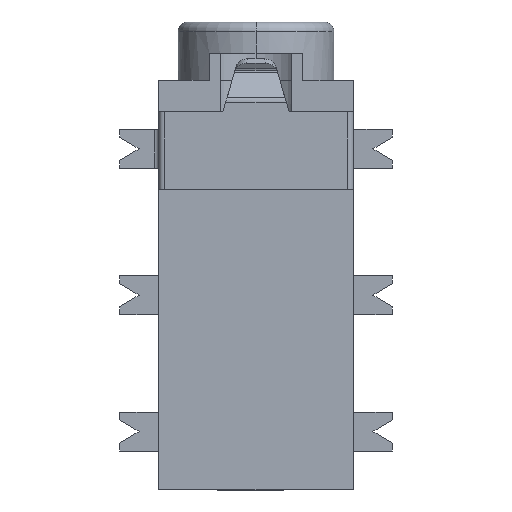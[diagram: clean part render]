
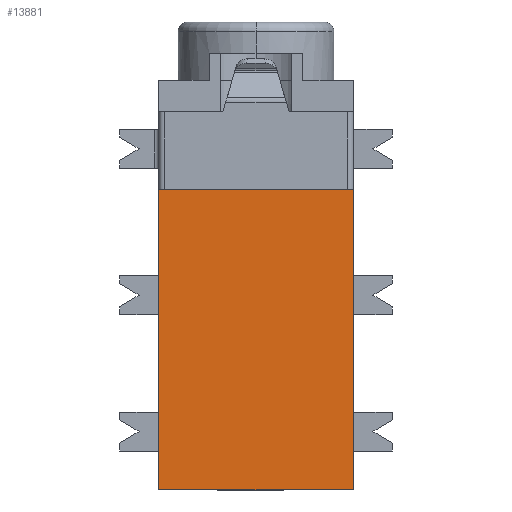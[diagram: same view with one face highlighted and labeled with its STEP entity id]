
A CAD part, top view. The second image highlights one B-rep face of the part: STEP entity #13881.
In plain terms, the highlighted planar face has unit normal (0, 0, 1).
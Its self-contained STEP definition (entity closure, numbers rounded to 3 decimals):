
#7 = EDGE_CURVE ( 'NONE', #15837, #3154, #3035, .T. ) ;
#302 = VECTOR ( 'NONE', #13888, 1000. ) ;
#1135 = VECTOR ( 'NONE', #11652, 1000. ) ;
#1164 = CARTESIAN_POINT ( 'NONE',  ( 0., 0., 3.25 ) ) ;
#1399 = LINE ( 'NONE', #15009, #9732 ) ;
#1514 = ORIENTED_EDGE ( 'NONE', *, *, #10504, .T. ) ;
#3035 = LINE ( 'NONE', #14076, #302 ) ;
#3154 = VERTEX_POINT ( 'NONE', #4507 ) ;
#3268 = ORIENTED_EDGE ( 'NONE', *, *, #7, .T. ) ;
#3387 = LINE ( 'NONE', #4578, #1135 ) ;
#4021 = DIRECTION ( 'NONE',  ( 0., 1., 0. ) ) ;
#4507 = CARTESIAN_POINT ( 'NONE',  ( -2.5, -0.4, 3.25 ) ) ;
#4578 = CARTESIAN_POINT ( 'NONE',  ( -2.5, -8.1, 3.25 ) ) ;
#4975 = FACE_OUTER_BOUND ( 'NONE', #15950, .T. ) ;
#5023 = ORIENTED_EDGE ( 'NONE', *, *, #9039, .T. ) ;
#5557 = CARTESIAN_POINT ( 'NONE',  ( -2.5, -8.1, 3.25 ) ) ;
#6279 = EDGE_CURVE ( 'NONE', #14566, #16037, #3387, .T. ) ;
#8121 = CARTESIAN_POINT ( 'NONE',  ( 2.5, -8.1, 3.25 ) ) ;
#8945 = CARTESIAN_POINT ( 'NONE',  ( -2.5, -8.1, 3.25 ) ) ;
#9039 = EDGE_CURVE ( 'NONE', #16037, #15837, #1399, .T. ) ;
#9356 = VECTOR ( 'NONE', #16946, 1000. ) ;
#9368 = DIRECTION ( 'NONE',  ( -1., 0., 0. ) ) ;
#9732 = VECTOR ( 'NONE', #4021, 1000. ) ;
#10504 = EDGE_CURVE ( 'NONE', #3154, #14566, #15352, .T. ) ;
#11260 = AXIS2_PLACEMENT_3D ( 'NONE', #1164, #13543, #9368 ) ;
#11652 = DIRECTION ( 'NONE',  ( 1., 0., 0. ) ) ;
#12124 = ORIENTED_EDGE ( 'NONE', *, *, #6279, .T. ) ;
#13543 = DIRECTION ( 'NONE',  ( 0., 0., -1. ) ) ;
#13881 = ADVANCED_FACE ( 'NONE', ( #4975 ), #14529, .F. ) ;
#13888 = DIRECTION ( 'NONE',  ( -1., 0., 0. ) ) ;
#14076 = CARTESIAN_POINT ( 'NONE',  ( 0., -0.4, 3.25 ) ) ;
#14529 = PLANE ( 'NONE',  #11260 ) ;
#14566 = VERTEX_POINT ( 'NONE', #5557 ) ;
#15009 = CARTESIAN_POINT ( 'NONE',  ( 2.5, -8.1, 3.25 ) ) ;
#15352 = LINE ( 'NONE', #8945, #9356 ) ;
#15433 = CARTESIAN_POINT ( 'NONE',  ( 2.5, -0.4, 3.25 ) ) ;
#15837 = VERTEX_POINT ( 'NONE', #15433 ) ;
#15950 = EDGE_LOOP ( 'NONE', ( #3268, #1514, #12124, #5023 ) ) ;
#16037 = VERTEX_POINT ( 'NONE', #8121 ) ;
#16946 = DIRECTION ( 'NONE',  ( 0., -1., 0. ) ) ;
